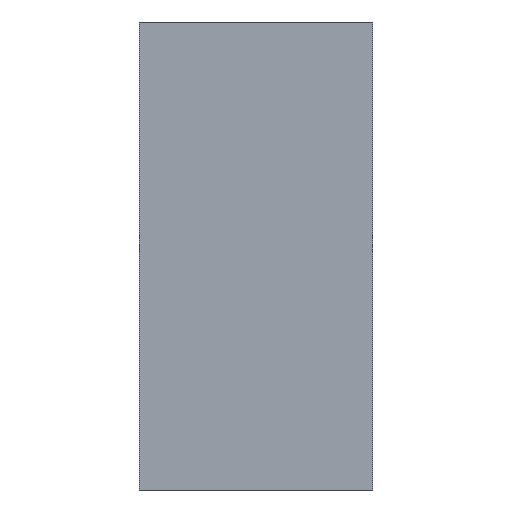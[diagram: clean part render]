
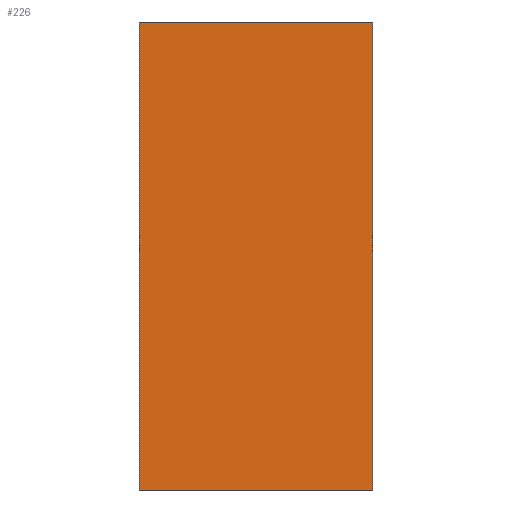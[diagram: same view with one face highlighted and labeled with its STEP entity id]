
A CAD part, left-side view. The second image highlights one B-rep face of the part: STEP entity #226.
In plain terms, the highlighted planar face has unit normal (-1, 0, 0).
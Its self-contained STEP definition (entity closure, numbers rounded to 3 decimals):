
#20=FACE_OUTER_BOUND('',#32,.T.);
#32=EDGE_LOOP('',(#175,#176,#177,#178));
#50=LINE('',#341,#80);
#59=LINE('',#360,#89);
#60=LINE('',#361,#90);
#61=LINE('',#362,#91);
#80=VECTOR('',#276,10.);
#89=VECTOR('',#293,10.);
#90=VECTOR('',#294,10.);
#91=VECTOR('',#295,10.);
#109=VERTEX_POINT('',#338);
#110=VERTEX_POINT('',#340);
#115=VERTEX_POINT('',#358);
#116=VERTEX_POINT('',#359);
#130=EDGE_CURVE('',#109,#110,#50,.T.);
#139=EDGE_CURVE('',#115,#116,#59,.T.);
#140=EDGE_CURVE('',#115,#110,#60,.T.);
#141=EDGE_CURVE('',#116,#109,#61,.T.);
#175=ORIENTED_EDGE('',*,*,#139,.F.);
#176=ORIENTED_EDGE('',*,*,#140,.T.);
#177=ORIENTED_EDGE('',*,*,#130,.F.);
#178=ORIENTED_EDGE('',*,*,#141,.F.);
#214=PLANE('',#252);
#226=ADVANCED_FACE('',(#20),#214,.T.);
#252=AXIS2_PLACEMENT_3D('',#357,#291,#292);
#276=DIRECTION('',(0.,0.,1.));
#291=DIRECTION('center_axis',(-1.,0.,0.));
#292=DIRECTION('ref_axis',(0.,0.,1.));
#293=DIRECTION('',(0.,0.,-1.));
#294=DIRECTION('',(0.,1.,0.));
#295=DIRECTION('',(0.,1.,0.));
#338=CARTESIAN_POINT('',(0.,10.,0.));
#340=CARTESIAN_POINT('',(0.,10.,20.));
#341=CARTESIAN_POINT('',(0.,10.,20.));
#357=CARTESIAN_POINT('Origin',(0.,0.,0.));
#358=CARTESIAN_POINT('',(0.,0.,20.));
#359=CARTESIAN_POINT('',(0.,0.,0.));
#360=CARTESIAN_POINT('',(0.,0.,20.));
#361=CARTESIAN_POINT('',(0.,0.,20.));
#362=CARTESIAN_POINT('',(0.,0.,0.));
